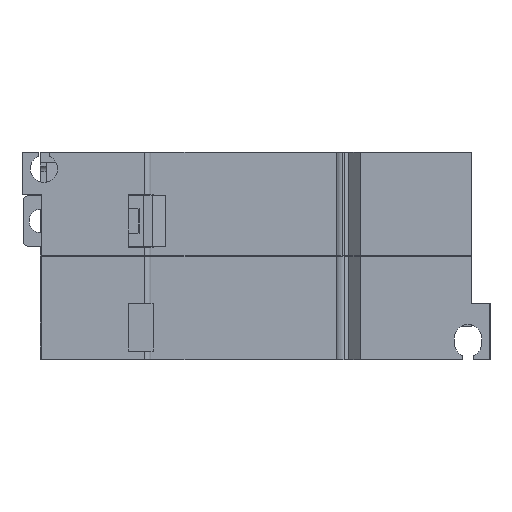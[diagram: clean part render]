
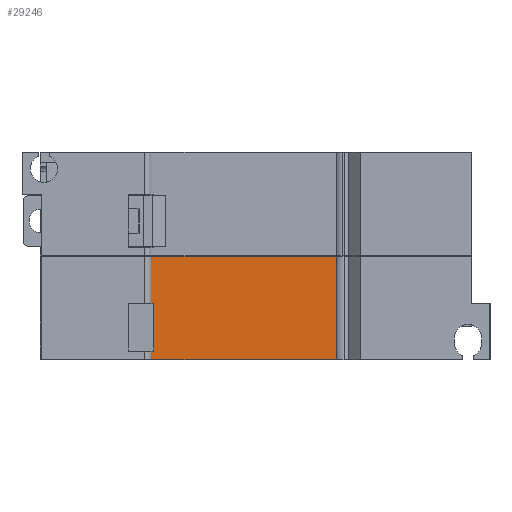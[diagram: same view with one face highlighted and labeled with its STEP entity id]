
A CAD part, front view. The second image highlights one B-rep face of the part: STEP entity #29246.
In plain terms, the highlighted planar face has unit normal (0, -1, 0).
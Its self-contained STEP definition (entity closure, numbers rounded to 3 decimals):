
#22603 = VERTEX_POINT ( 'NONE', #49044 ) ;
#22604 = VERTEX_POINT ( 'NONE', #49045 ) ;
#22606 = VERTEX_POINT ( 'NONE', #49047 ) ;
#22607 = VERTEX_POINT ( 'NONE', #49048 ) ;
#22612 = VERTEX_POINT ( 'NONE', #49053 ) ;
#22613 = VERTEX_POINT ( 'NONE', #49054 ) ;
#22647 = VERTEX_POINT ( 'NONE', #49088 ) ;
#22669 = VERTEX_POINT ( 'NONE', #49110 ) ;
#28172 = EDGE_CURVE ( 'NONE', #22603, #22604, #57333, .T. ) ;
#28179 = EDGE_CURVE ( 'NONE', #22607, #22606, #57354, .T. ) ;
#28187 = EDGE_CURVE ( 'NONE', #22604, #22606, #57378, .T. ) ;
#28188 = EDGE_CURVE ( 'NONE', #22612, #22613, #57381, .T. ) ;
#28247 = EDGE_CURVE ( 'NONE', #22647, #22603, #58101, .T. ) ;
#28295 = EDGE_CURVE ( 'NONE', #22607, #22669, #58245, .T. ) ;
#28297 = EDGE_CURVE ( 'NONE', #22669, #22612, #58251, .T. ) ;
#28298 = EDGE_CURVE ( 'NONE', #22647, #22613, #58254, .T. ) ;
#29246 = ADVANCED_FACE ( 'NONE', ( #60050 ), #63649, .F. ) ;
#30290 = ORIENTED_EDGE ( 'NONE', *, *, #28179, .T. ) ;
#30291 = ORIENTED_EDGE ( 'NONE', *, *, #28297, .F. ) ;
#30292 = ORIENTED_EDGE ( 'NONE', *, *, #28187, .F. ) ;
#30293 = ORIENTED_EDGE ( 'NONE', *, *, #28295, .F. ) ;
#30294 = ORIENTED_EDGE ( 'NONE', *, *, #28172, .F. ) ;
#30295 = ORIENTED_EDGE ( 'NONE', *, *, #28247, .F. ) ;
#30296 = ORIENTED_EDGE ( 'NONE', *, *, #28298, .T. ) ;
#30298 = ORIENTED_EDGE ( 'NONE', *, *, #28188, .F. ) ;
#47562 = EDGE_LOOP ( 'NONE', ( #30291, #30293, #30290, #30292, #30294, #30295, #30296, #30298 ) ) ;
#49044 = CARTESIAN_POINT ( 'NONE',  ( -16.3, -52.8, -8. ) ) ;
#49045 = CARTESIAN_POINT ( 'NONE',  ( -15.8, -52.8, -8. ) ) ;
#49047 = CARTESIAN_POINT ( 'NONE',  ( -15.8, -52.8, 0. ) ) ;
#49048 = CARTESIAN_POINT ( 'NONE',  ( -16.3, -52.8, 0. ) ) ;
#49053 = CARTESIAN_POINT ( 'NONE',  ( 14.962, -52.8, 8. ) ) ;
#49054 = CARTESIAN_POINT ( 'NONE',  ( 14.962, -52.8, -9.5 ) ) ;
#49088 = CARTESIAN_POINT ( 'NONE',  ( -16.3, -52.8, -9.5 ) ) ;
#49110 = CARTESIAN_POINT ( 'NONE',  ( -16.3, -52.8, 8. ) ) ;
#57333 = LINE ( 'NONE', #57334, #57714 ) ;
#57334 = CARTESIAN_POINT ( 'NONE',  ( -25.3, -52.8, -8. ) ) ;
#57335 = DIRECTION ( 'NONE',  ( 1., 0., 0. ) ) ;
#57354 = LINE ( 'NONE', #57355, #57721 ) ;
#57355 = CARTESIAN_POINT ( 'NONE',  ( -25.3, -52.8, 0. ) ) ;
#57356 = DIRECTION ( 'NONE',  ( 1., 0., 0. ) ) ;
#57378 = LINE ( 'NONE', #57379, #57729 ) ;
#57379 = CARTESIAN_POINT ( 'NONE',  ( -15.8, -52.8, -0.75 ) ) ;
#57380 = DIRECTION ( 'NONE',  ( 0., 0., 1. ) ) ;
#57381 = LINE ( 'NONE', #57382, #57731 ) ;
#57382 = CARTESIAN_POINT ( 'NONE',  ( 14.962, -52.8, -0.75 ) ) ;
#57383 = DIRECTION ( 'NONE',  ( 0., 0., -1. ) ) ;
#57714 = VECTOR ( 'NONE', #57335, 1000. ) ;
#57721 = VECTOR ( 'NONE', #57356, 1000. ) ;
#57729 = VECTOR ( 'NONE', #57380, 1000. ) ;
#57731 = VECTOR ( 'NONE', #57383, 1000. ) ;
#57788 = VECTOR ( 'NONE', #58103, 1000. ) ;
#57835 = VECTOR ( 'NONE', #58247, 1000. ) ;
#57837 = VECTOR ( 'NONE', #58253, 1000. ) ;
#57838 = VECTOR ( 'NONE', #58256, 1000. ) ;
#58101 = LINE ( 'NONE', #58102, #57788 ) ;
#58102 = CARTESIAN_POINT ( 'NONE',  ( -16.3, -52.8, -0.75 ) ) ;
#58103 = DIRECTION ( 'NONE',  ( 0., 0., 1. ) ) ;
#58245 = LINE ( 'NONE', #58246, #57835 ) ;
#58246 = CARTESIAN_POINT ( 'NONE',  ( -16.3, -52.8, -0.75 ) ) ;
#58247 = DIRECTION ( 'NONE',  ( 0., 0., 1. ) ) ;
#58251 = LINE ( 'NONE', #58252, #57837 ) ;
#58252 = CARTESIAN_POINT ( 'NONE',  ( 1.45, -52.8, 8. ) ) ;
#58253 = DIRECTION ( 'NONE',  ( 1., 0., 0. ) ) ;
#58254 = LINE ( 'NONE', #58255, #57838 ) ;
#58255 = CARTESIAN_POINT ( 'NONE',  ( 0.7, -52.8, -9.5 ) ) ;
#58256 = DIRECTION ( 'NONE',  ( 1., 0., 0. ) ) ;
#60050 = FACE_OUTER_BOUND ( 'NONE', #47562, .T. ) ;
#60059 = AXIS2_PLACEMENT_3D ( 'NONE', #63650, #63651, #63652 ) ;
#63649 = PLANE ( 'NONE',  #60059 ) ;
#63650 = CARTESIAN_POINT ( 'NONE',  ( -16.3, -52.8, -9.5 ) ) ;
#63651 = DIRECTION ( 'NONE',  ( 0., 1., 0. ) ) ;
#63652 = DIRECTION ( 'NONE',  ( 0., 0., 1. ) ) ;
